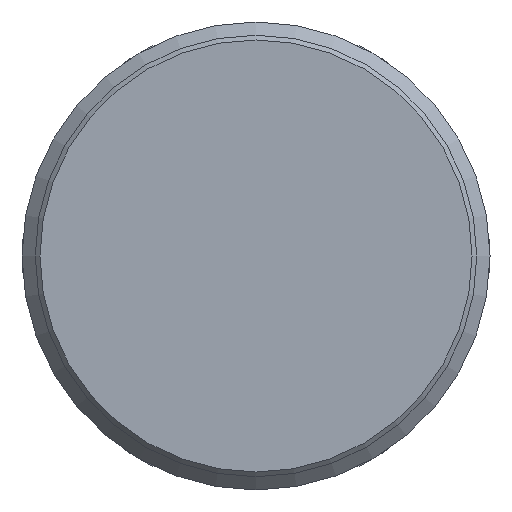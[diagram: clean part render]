
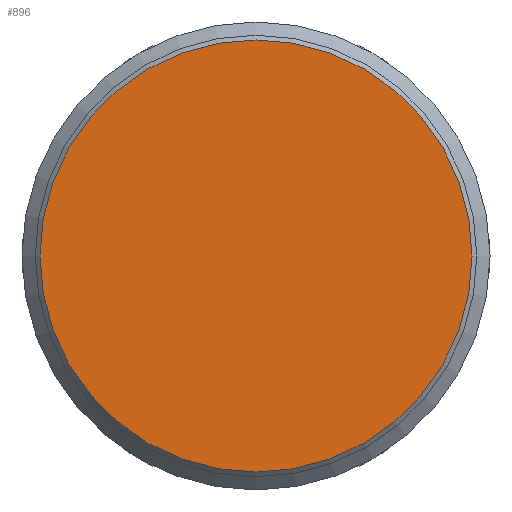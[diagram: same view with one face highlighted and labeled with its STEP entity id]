
A CAD part, front view. The second image highlights one B-rep face of the part: STEP entity #896.
In plain terms, the highlighted planar face has unit normal (0, -1, 0).
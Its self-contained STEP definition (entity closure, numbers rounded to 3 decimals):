
#243=ORIENTED_EDGE('',*,*,#366,.F.);
#366=EDGE_CURVE('',#438,#438,#490,.T.);
#438=VERTEX_POINT('',#1418);
#490=CIRCLE('',#983,13.85);
#545=EDGE_LOOP('',(#243));
#611=FACE_BOUND('',#545,.T.);
#648=PLANE('',#984);
#896=ADVANCED_FACE('',(#611),#648,.F.);
#983=AXIS2_PLACEMENT_3D('',#1417,#1146,#1147);
#984=AXIS2_PLACEMENT_3D('',#1419,#1148,#1149);
#1146=DIRECTION('',(0.,1.,0.));
#1147=DIRECTION('',(0.,0.,1.));
#1148=DIRECTION('',(0.,1.,0.));
#1149=DIRECTION('',(1.,0.,0.));
#1417=CARTESIAN_POINT('',(0.,0.,0.));
#1418=CARTESIAN_POINT('',(0.,0.,13.85));
#1419=CARTESIAN_POINT('',(0.,0.,0.));
